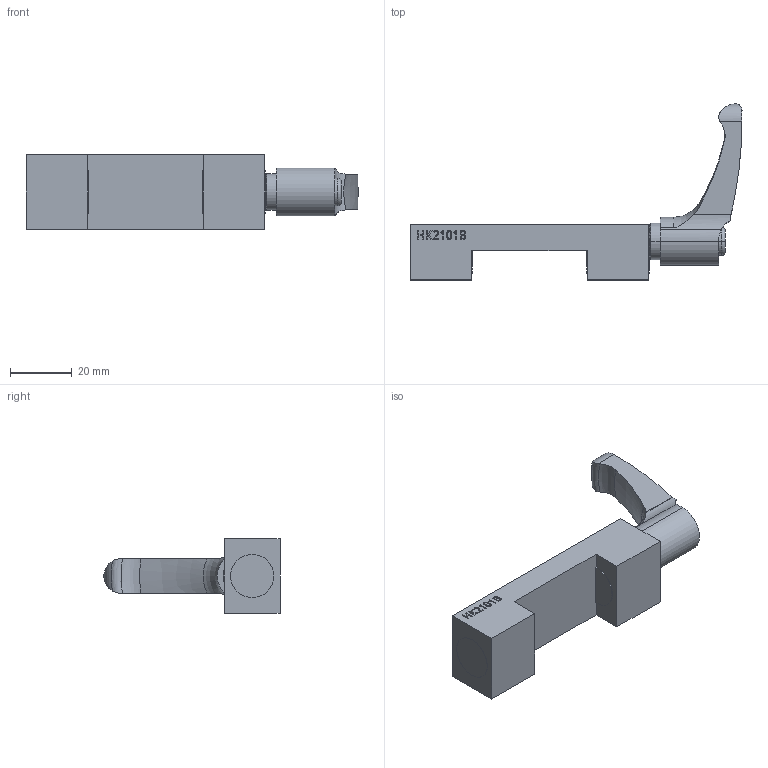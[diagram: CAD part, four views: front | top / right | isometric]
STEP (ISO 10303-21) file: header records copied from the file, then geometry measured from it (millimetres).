
FILE_DESCRIPTION(('HOOPS Exchange Step'),'2;1');
FILE_NAME('export-677B0191-6B04-473B-A4FD-24714A263B4C.stp','2024-08-11T09:38:47+02:00',('Engineering'),('Alibre'),'HOOPS Exchange 2023.0','Alibre','Unknown authorisation');
FILE_SCHEMA( ('AP242_MANAGED_MODEL_BASED_3D_ENGINEERING_MIM_LF {1 0 10303 442 1 1 4 }') );
Length unit declared in the file: millimetre
Products named in the file (3): 6911-1 HK2101B - Wide - Manual Clamping Element - BASE CLAMP; 6911-2 HK2101B - Wide - Manual Clamping Element - LEVER GN 604-44-M4-SG; 6911 HK2101B - Wide - Manual Clamping Element
Assembly tree (2 placements, depth 2):
  6911 HK2101B - Wide - Manual Clamping Element
    6911-1 HK2101B - Wide - Manual Clamping Element - BASE CLAMP
    6911-2 HK2101B - Wide - Manual Clamping Element - LEVER GN 604-44-M4-SG
Bounding box: 107.38 x 56.94 x 24 mm (x, y, z)
Volume: 7353.4 mm3; surface area: 10477.7 mm2
Topology: 1 solids, 204 shells, 265 faces, 1278 edges, 1205 vertices
Faces by surface type: cylinder 132, plane 107, cone 16, torus 10
Entity records: 13679 total; most frequent: CARTESIAN_POINT 2941, DIRECTION 2276, ORIENTED_EDGE 1418, EDGE_CURVE 1272, VERTEX_POINT 1205, AXIS2_PLACEMENT_3D 770, VECTOR 736, LINE 736
